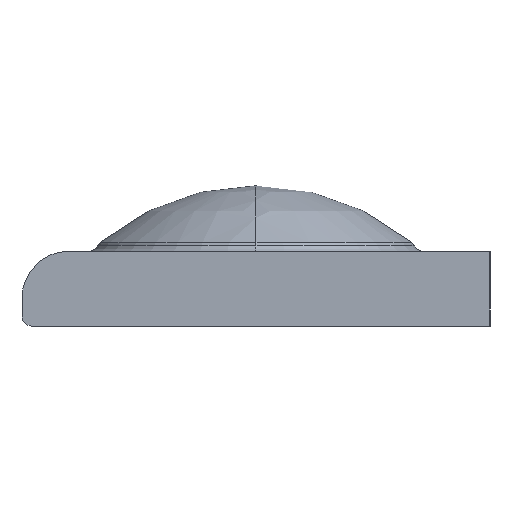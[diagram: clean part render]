
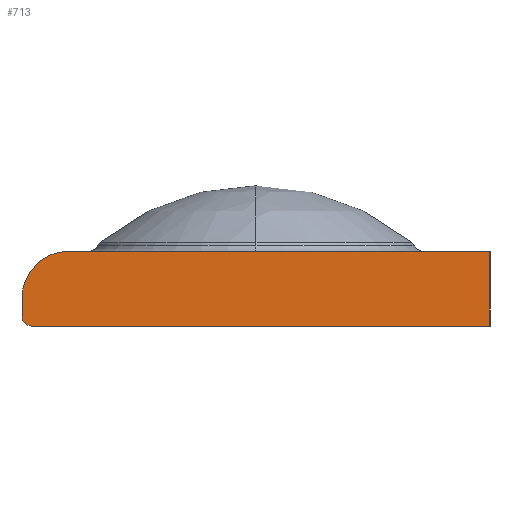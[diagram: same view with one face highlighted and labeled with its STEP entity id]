
A CAD part, left-side view. The second image highlights one B-rep face of the part: STEP entity #713.
In plain terms, the highlighted planar face has unit normal (-1, 0, 0).
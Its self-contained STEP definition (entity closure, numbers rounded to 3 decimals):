
#202=CARTESIAN_POINT('Vertex',(-1250.,689.,10.)) ;
#216=CARTESIAN_POINT('Vertex',(-1250.,734.,10.)) ;
#219=CARTESIAN_POINT('Line Origine',(-1250.,711.5,10.)) ;
#667=CARTESIAN_POINT('Axis2P3D Location',(-1250.,-779.,0.)) ;
#672=CARTESIAN_POINT('Line Origine',(-1250.,689.,6.)) ;
#676=CARTESIAN_POINT('Vertex',(-1250.,689.,2.)) ;
#679=CARTESIAN_POINT('Axis2P3D Location',(-1250.,734.,5.)) ;
#683=CARTESIAN_POINT('Vertex',(-1250.,739.,5.)) ;
#686=CARTESIAN_POINT('Line Origine',(-1250.,739.,4.)) ;
#690=CARTESIAN_POINT('Vertex',(-1250.,739.,3.)) ;
#693=CARTESIAN_POINT('Axis2P3D Location',(-1250.,738.,3.)) ;
#697=CARTESIAN_POINT('Vertex',(-1250.,738.,2.)) ;
#700=CARTESIAN_POINT('Line Origine',(-1250.,713.5,2.)) ;
#220=DIRECTION('Vector Direction',(0.,1.,0.)) ;
#668=DIRECTION('Axis2P3D Direction',(1.,0.,0.)) ;
#669=DIRECTION('Axis2P3D XDirection',(0.,1.,0.)) ;
#673=DIRECTION('Vector Direction',(0.,0.,-1.)) ;
#680=DIRECTION('Axis2P3D Direction',(1.,0.,0.)) ;
#687=DIRECTION('Vector Direction',(0.,0.,-1.)) ;
#694=DIRECTION('Axis2P3D Direction',(1.,0.,0.)) ;
#701=DIRECTION('Vector Direction',(0.,-1.,0.)) ;
#670=AXIS2_PLACEMENT_3D('Plane Axis2P3D',#667,#668,#669) ;
#681=AXIS2_PLACEMENT_3D('Circle Axis2P3D',#679,#680,$) ;
#695=AXIS2_PLACEMENT_3D('Circle Axis2P3D',#693,#694,$) ;
#706=ORIENTED_EDGE('',*,*,#678,.F.) ;
#707=ORIENTED_EDGE('',*,*,#223,.T.) ;
#708=ORIENTED_EDGE('',*,*,#685,.F.) ;
#709=ORIENTED_EDGE('',*,*,#692,.T.) ;
#710=ORIENTED_EDGE('',*,*,#699,.F.) ;
#711=ORIENTED_EDGE('',*,*,#704,.T.) ;
#221=VECTOR('Line Direction',#220,1.) ;
#674=VECTOR('Line Direction',#673,1.) ;
#688=VECTOR('Line Direction',#687,1.) ;
#702=VECTOR('Line Direction',#701,1.) ;
#713=ADVANCED_FACE('Corps de pi\X2\00E8\X0\ce.2',(#712),#671,.F.) ;
#682=CIRCLE('generated circle',#681,5.) ;
#696=CIRCLE('generated circle',#695,1.) ;
#223=EDGE_CURVE('',#203,#217,#222,.T.) ;
#678=EDGE_CURVE('',#203,#677,#675,.T.) ;
#685=EDGE_CURVE('',#684,#217,#682,.T.) ;
#692=EDGE_CURVE('',#684,#691,#689,.T.) ;
#699=EDGE_CURVE('',#698,#691,#696,.T.) ;
#704=EDGE_CURVE('',#698,#677,#703,.T.) ;
#705=EDGE_LOOP('',(#706,#707,#708,#709,#710,#711)) ;
#712=FACE_OUTER_BOUND('',#705,.T.) ;
#222=LINE('Line',#219,#221) ;
#675=LINE('Line',#672,#674) ;
#689=LINE('Line',#686,#688) ;
#703=LINE('Line',#700,#702) ;
#671=PLANE('Plane',#670) ;
#203=VERTEX_POINT('',#202) ;
#217=VERTEX_POINT('',#216) ;
#677=VERTEX_POINT('',#676) ;
#684=VERTEX_POINT('',#683) ;
#691=VERTEX_POINT('',#690) ;
#698=VERTEX_POINT('',#697) ;
